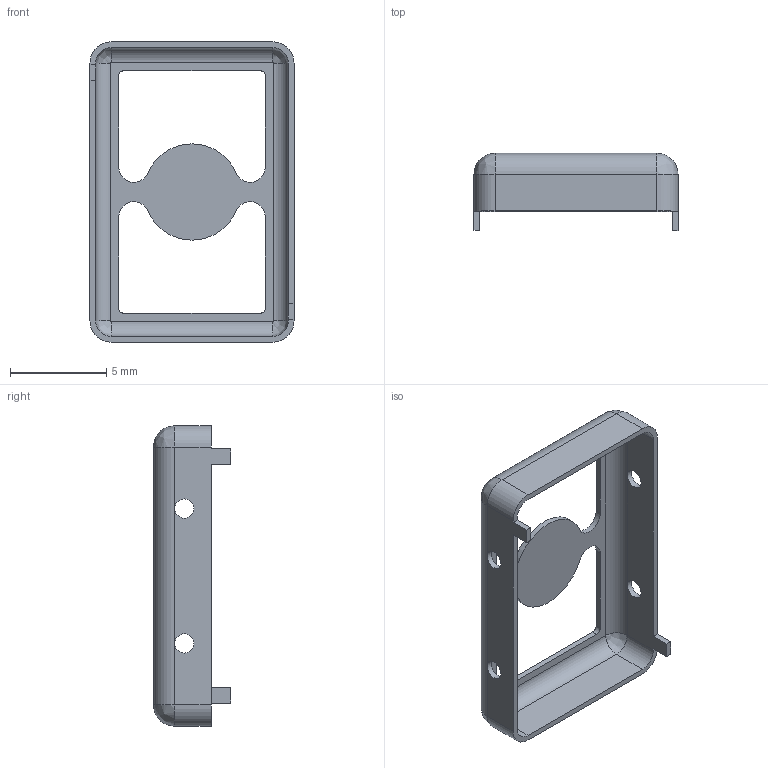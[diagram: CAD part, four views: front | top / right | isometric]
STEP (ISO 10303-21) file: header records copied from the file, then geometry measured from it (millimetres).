
FILE_DESCRIPTION( ( 'Unknown' ), '1' );
FILE_NAME( '3670156.stp', 'Unknown', ( 'Unknown' ), ( 'Unknown' ), 'PSStep 21.0.46', 'Unknown', ' ' );
FILE_SCHEMA( ( 'AUTOMOTIVE_DESIGN { 1 0 10303 214 1 1 1 1 }' ) );
Length unit declared in the file: millimetre
Products named in the file (1): MS156-10F
Bounding box: 10.6 x 4 x 15.6 mm (x, y, z)
Volume: 61.1 mm3; surface area: 443.6 mm2
Topology: 1 solids, 1 shells, 62 faces, 166 edges, 106 vertices
Faces by surface type: cylinder 30, plane 24, bspline 8
Full cylindrical faces by diameter (mm): 1 x4
Entity records: 2532 total; most frequent: CARTESIAN_POINT 447, DIRECTION 338, ORIENTED_EDGE 320, EDGE_CURVE 160, AXIS2_PLACEMENT_3D 123, VERTEX_POINT 104, LINE 92, VECTOR 92
